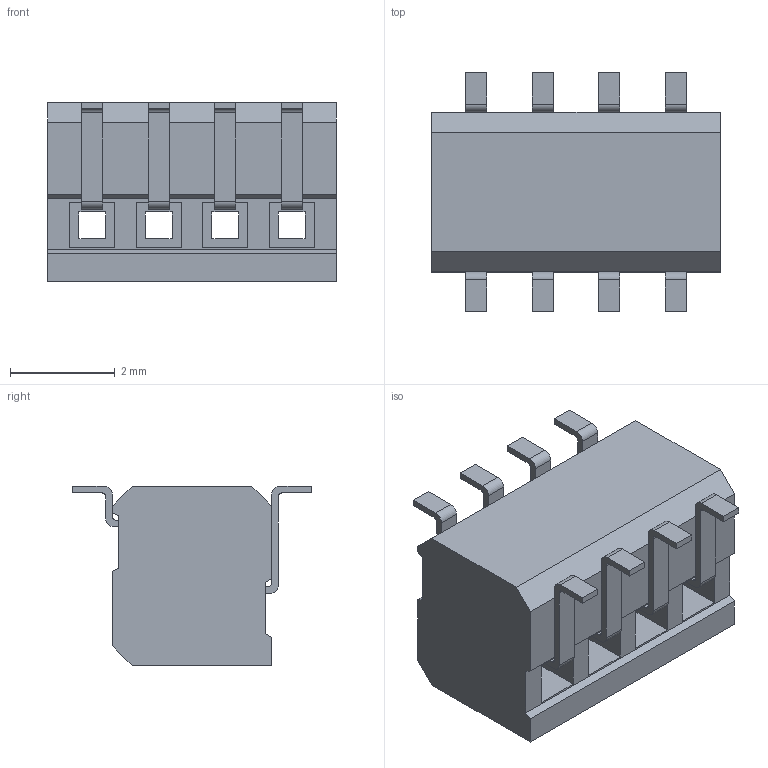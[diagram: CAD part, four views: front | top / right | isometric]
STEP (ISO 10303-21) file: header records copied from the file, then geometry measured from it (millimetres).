
FILE_DESCRIPTION(/* description */ ('STEP AP214'),/* implementation_level */ '2;1');
FILE_NAME(/* name */ 'CLP-104-02-F-DH',/* time_stamp */ '2024-10-10T00:49:21+02:00',/* author */ ('License CC BY-ND 4.0'),/* organization */ ('CADENAS'),/* preprocessor_version */ 'ST-DEVELOPER v19.3',/* originating_system */ 'PARTsolutions',/* authorisation */ ' ');
FILE_SCHEMA (('AUTOMOTIVE_DESIGN {1 0 10303 214 3 1 1}'));
Length unit declared in the file: inch
Products named in the file (4): CLP-104-02-F-DH; CLP-104-2-F-DH_terminal; C-70-04-1-F-04_Pin_2_dh; C-70-05-1-F-04_Pin_dh
Assembly tree (3 placements, depth 2):
  CLP-104-02-F-DH
    CLP-104-2-F-DH_terminal
    C-70-04-1-F-04_Pin_2_dh
    C-70-05-1-F-04_Pin_dh
Bounding box: 5.51 x 4.57 x 3.43 mm (x, y, z)
Volume: 40 mm3; surface area: 189.4 mm2
Topology: 3 solids, 3 shells, 205 faces, 549 edges, 358 vertices
Faces by surface type: plane 173, cylinder 32
Entity records: 6415 total; most frequent: CARTESIAN_POINT 1116, ORIENTED_EDGE 1098, DIRECTION 1031, EDGE_CURVE 549, LINE 485, VECTOR 485, VERTEX_POINT 358, AXIS2_PLACEMENT_3D 273
